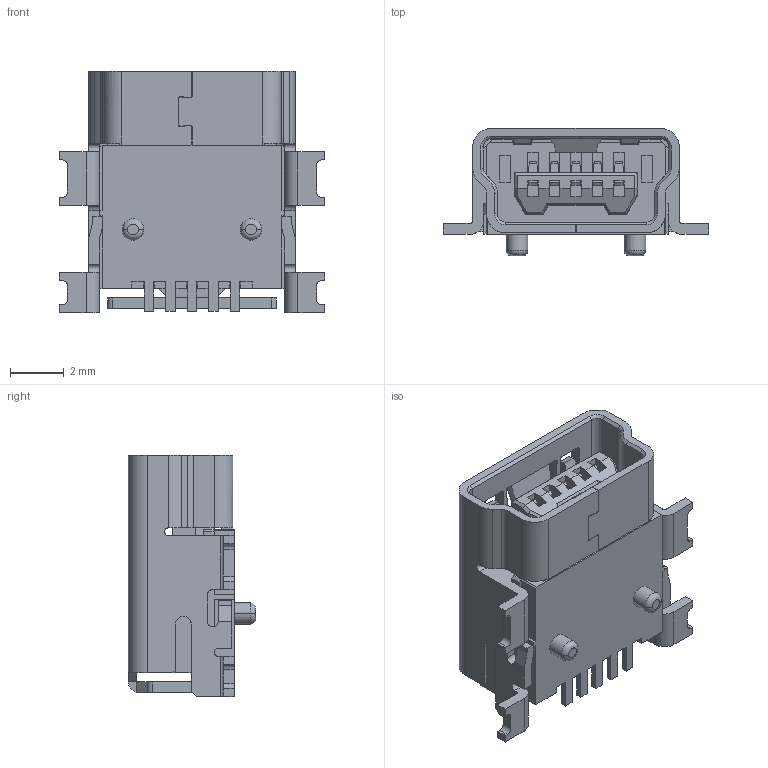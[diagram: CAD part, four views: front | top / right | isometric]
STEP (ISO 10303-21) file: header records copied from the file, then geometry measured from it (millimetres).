
FILE_DESCRIPTION(('STEP AP214'),'1');
FILE_NAME(' ',' ',('TraceParts'),('TraceParts S.A.'),'XStep 1.0',' ',' ');
FILE_SCHEMA(('automotive_design'));
Length unit declared in the file: millimetre
Products named in the file (43): 675031030
Bounding box: 9.9 x 4.75 x 9 mm (x, y, z)
Volume: 158.5 mm3; surface area: 582.1 mm2
Topology: 1 solids, 1 shells, 568 faces, 1702 edges, 1164 vertices
Faces by surface type: plane 415, cylinder 121, bspline 24, cone 8
Entity records: 20561 total; most frequent: CARTESIAN_POINT 4588, ORIENTED_EDGE 3320, DIRECTION 3039, EDGE_CURVE 1660, LINE 1355, VECTOR 1355, VERTEX_POINT 1080, AXIS2_PLACEMENT_3D 842
